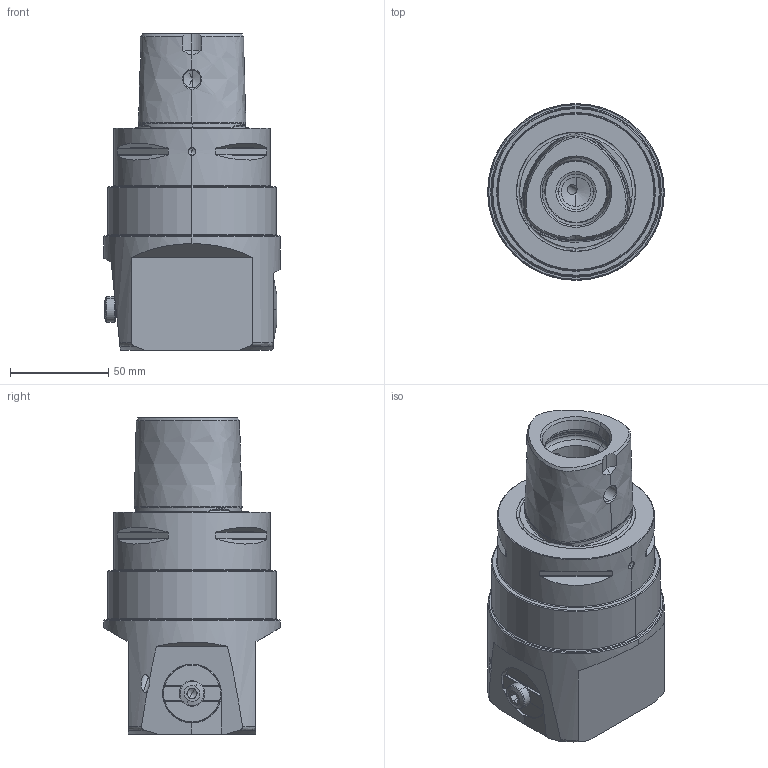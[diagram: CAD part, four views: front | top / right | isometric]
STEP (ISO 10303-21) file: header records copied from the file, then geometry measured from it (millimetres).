
FILE_DESCRIPTION(('no description'),'unknown implementation level');
FILE_NAME('89E20AA9-BE77-4929-99EC-E4B205161444_export.stp',' ',('CIMSOURCE GmbH'),('CADClick - KiM GmbH - www.kimweb.de'),'unknown preprocess','ACIS','unknown authorization');
FILE_SCHEMA(('automotive_design'));
Length unit declared in the file: millimetre
Products named in the file (3): 470.801 Kaiser EWN 100-153(203) X C8|470.831 Kaiser Werkzeugk�rper EWN 100-203 x C8_Standard;NONE; 470.801 Kaiser EWN 100-153(203) X C8|310.750 Kaiser Werkzeugtr�ger EWN 100-203_Standard;NONE; 470.801 Kaiser EWN 100-153(203) X C8|690.141 Kaiser ETL M8_SW5X16A_Standard;NONE
Bounding box: 90 x 90 x 161.2 mm (x, y, z)
Volume: 666665.1 mm3; surface area: 73847 mm2
Topology: 3 solids, 3 shells, 253 faces, 587 edges, 345 vertices
Faces by surface type: plane 90, cylinder 64, cone 61, torus 26, bspline 12
Entity records: 20356 total; most frequent: CARTESIAN_POINT 8035, DIRECTION 1198, STYLED_ITEM 1177, PRESENTATION_STYLE_ASSIGNMENT 1177, COLOUR_RGB 1177, ORIENTED_EDGE 1152, EDGE_CURVE 576, CURVE_STYLE 576
